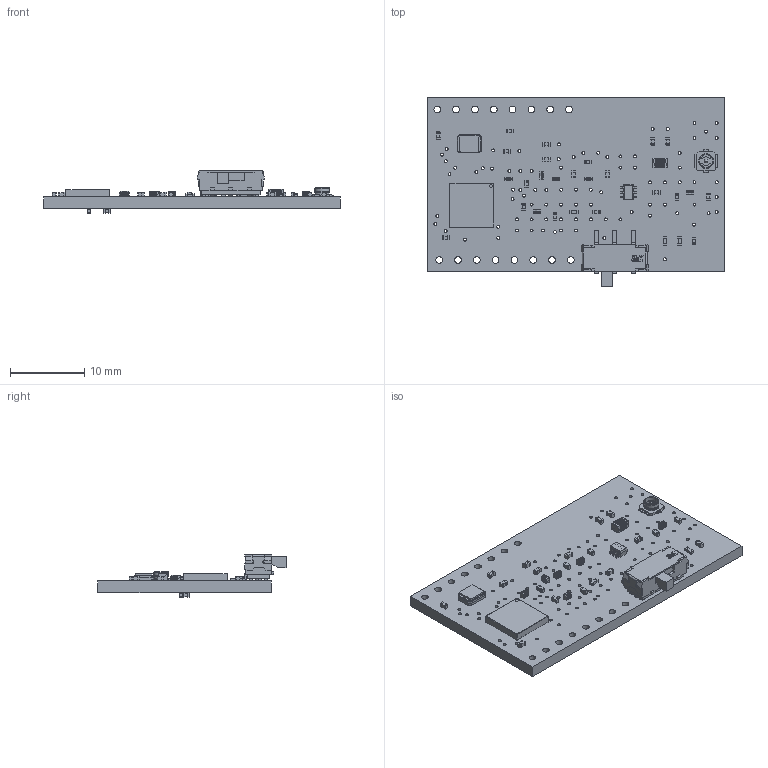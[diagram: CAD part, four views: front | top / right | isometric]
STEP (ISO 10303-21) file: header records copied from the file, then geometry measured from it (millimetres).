
FILE_DESCRIPTION(('for SolidWorks'),'2;1');
FILE_NAME('sx1272_frontend_board.step','2022-09-10T20:25:21',('crossover'),(''), 'Open CASCADE STEP processor 6.6','DipTrace','Unknown');
FILE_SCHEMA(('AUTOMOTIVE_DESIGN { 1 0 10303 214 1 1 1 1 }'));
Length unit declared in the file: millimetre
Products named in the file (11): PCB_sx1272_frontend_board; Board_sx1272_frontend_board; cap_0402; res_0402; JS102011SAQN--3DModel-Eagle-1; qfn-28l_6x6x0.65; SC-70; A-1JB--3DModel-STEP-56544; ABM8AIG-16.000MHZ-12-2Z-T3; ind_0402; ind_0805
Assembly tree (37 placements, depth 2):
  PCB_sx1272_frontend_board
    Board_sx1272_frontend_board
    cap_0402  x21
    res_0402  x3
    JS102011SAQN--3DModel-Eagle-1
    qfn-28l_6x6x0.65
    SC-70
    A-1JB--3DModel-STEP-56544
    ABM8AIG-16.000MHZ-12-2Z-T3
    ind_0402  x6
    ind_0805
Bounding box: 40 x 25.41 x 5.71 mm (x, y, z)
Volume: 1598.2 mm3; surface area: 2760.8 mm2
Topology: 34 solids, 50 shells, 3832 faces, 8017 edges, 4315 vertices
Faces by surface type: plane 3466, cylinder 299, extrusion 47, cone 10, sphere 6, torus 4
Full cylindrical faces by diameter (mm): 0.4 x90, 0.9 x18
Entity records: 53264 total; most frequent: CARTESIAN_POINT 8298, DIRECTION 7390, ORIENTED_EDGE 7326, EDGE_CURVE 3663, VECTOR 2996, LINE 2949, AXIS2_PLACEMENT_3D 2197, VERTEX_POINT 2127
